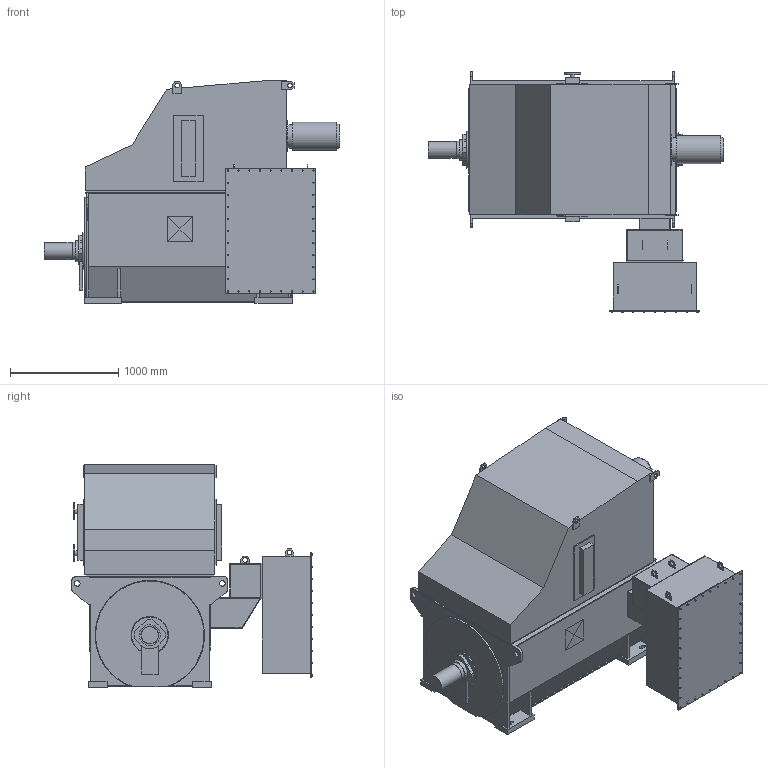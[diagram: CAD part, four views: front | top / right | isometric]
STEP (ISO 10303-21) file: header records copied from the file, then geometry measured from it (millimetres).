
FILE_DESCRIPTION(('FreeCAD Model'),'2;1');
FILE_NAME('Open CASCADE Shape Model','2025-05-03T23:32:57',('FreeCAD'),( 'FreeCAD'),'Open CASCADE STEP processor 7.6','FreeCAD','Unknown');
FILE_SCHEMA(('AUTOMOTIVE_DESIGN { 1 0 10303 214 1 1 1 1 }'));
Length unit declared in the file: millimetre
Products named in the file (1): Open CASCADE STEP translator 7.6 1
Bounding box: 2735.46 x 2227.74 x 2059.79 mm (x, y, z)
Volume: 2406952363.1 mm3; surface area: 39309120.8 mm2
Topology: 10 solids, 11 shells, 543 faces, 1297 edges, 857 vertices
Faces by surface type: bspline 543
Entity records: 16015 total; most frequent: CARTESIAN_POINT 7861, ORIENTED_EDGE 2594, EDGE_CURVE 1297, B_SPLINE_CURVE_WITH_KNOTS 1046, VERTEX_POINT 857, FACE_BOUND 678, EDGE_LOOP 678, ADVANCED_FACE 543
